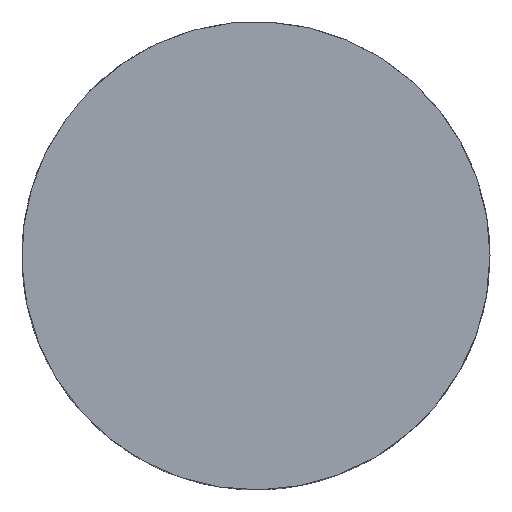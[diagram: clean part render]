
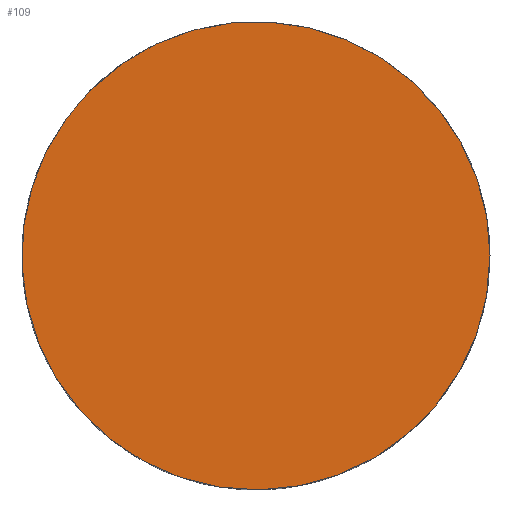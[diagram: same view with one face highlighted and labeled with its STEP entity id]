
A CAD part, top view. The second image highlights one B-rep face of the part: STEP entity #109.
In plain terms, the highlighted planar face has unit normal (0, 0, 1).
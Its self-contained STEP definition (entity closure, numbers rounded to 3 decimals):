
#109=ADVANCED_FACE('',(#182),#183,.T.);
#182=FACE_OUTER_BOUND('',#257,.T.);
#183=PLANE('',#258);
#257=EDGE_LOOP('',(#555));
#258=AXIS2_PLACEMENT_3D('',#556,#557,#558);
#555=ORIENTED_EDGE('',*,*,#650,.T.);
#556=CARTESIAN_POINT('',(-12.5,0.,0.));
#557=DIRECTION('',(0.0,0.0,1.0));
#558=DIRECTION('',(1.0,0.0,0.0));
#650=EDGE_CURVE('',#803,#803,#804,.T.);
#803=VERTEX_POINT('',#1125);
#804=CIRCLE('',#1126,25.0);
#1125=CARTESIAN_POINT('',(25.0,0.,0.0));
#1126=AXIS2_PLACEMENT_3D('',#1362,#1363,#1364);
#1362=CARTESIAN_POINT('',(0.,0.0,0.0));
#1363=DIRECTION('',(0.0,0.0,1.0));
#1364=DIRECTION('',(-1.0,0.0,0.0));
